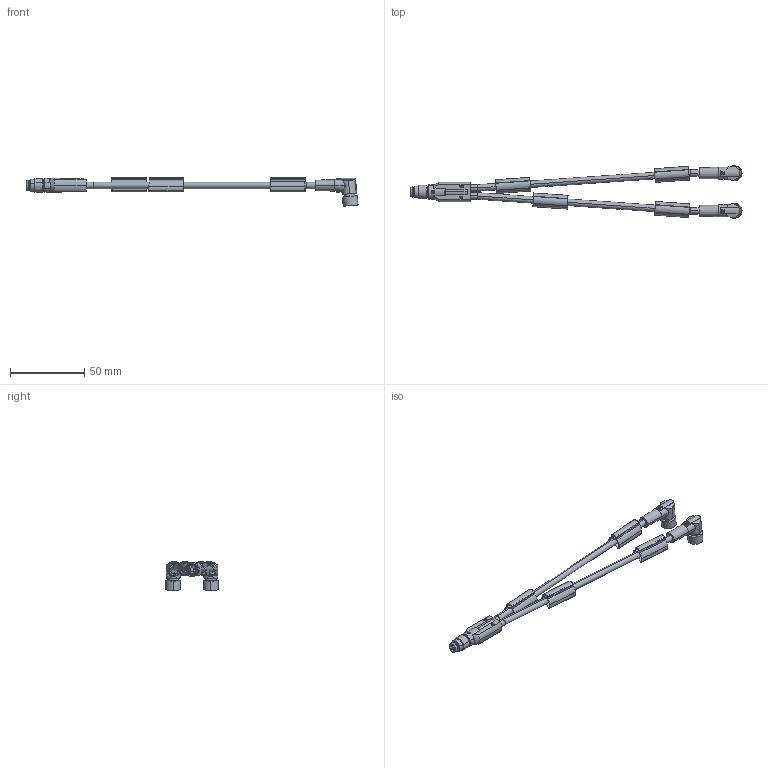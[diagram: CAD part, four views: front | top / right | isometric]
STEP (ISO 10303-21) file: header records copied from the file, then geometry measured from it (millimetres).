
FILE_DESCRIPTION(('SolidDesigner STEP Export'),'2;1');
FILE_NAME('1458703.stp','2011-11-29T 8:02:30',(''),(''),'CoCreate Modeling STEP processor for AP214 (Solid Model)','CoCreate Modeling 16.00A 16-Aug-2008 (C) Parametric Technology GmbH','');
FILE_SCHEMA(('AUTOMOTIVE_DESIGN { 1 0 10303 214 1 1 1 1 }'));
Length unit declared in the file: millimetre
Products named in the file (2): 1458703
Assembly tree (1 placements, depth 2):
  1458703
    1458703
Bounding box: 223.25 x 35.4 x 19.16 mm (x, y, z)
Volume: 14094.5 mm3; surface area: 14529.5 mm2
Topology: 1 solids, 1 shells, 957 faces, 2704 edges, 1793 vertices
Faces by surface type: plane 575, cylinder 258, extrusion 76, cone 30, torus 18
Entity records: 45578 total; most frequent: CARTESIAN_POINT 14139, ORIENTED_EDGE 5408, DIRECTION 4252, EDGE_CURVE 2704, VECTOR 1948, LINE 1872, VERTEX_POINT 1793, AXIS2_PLACEMENT_3D 1152
